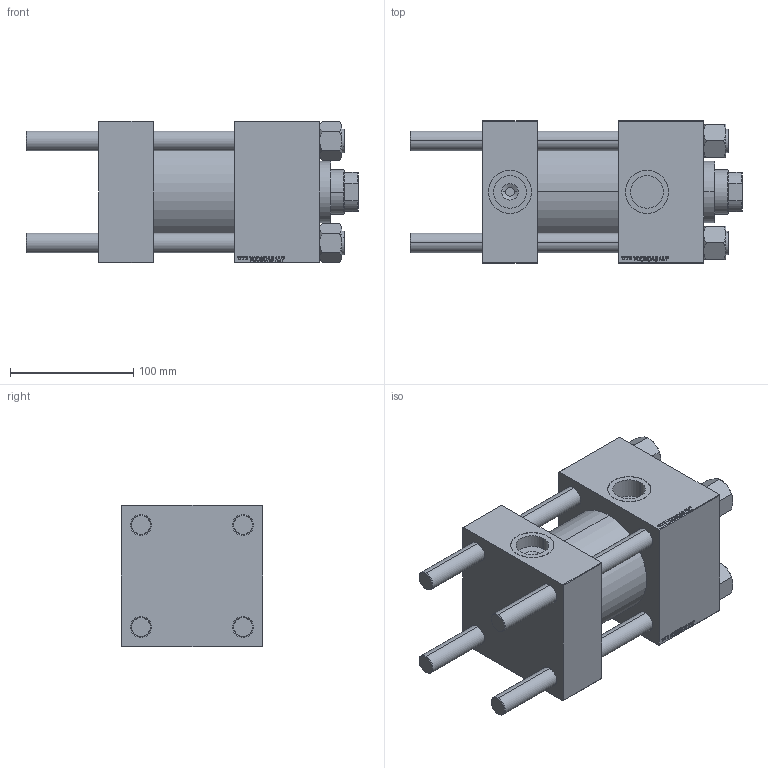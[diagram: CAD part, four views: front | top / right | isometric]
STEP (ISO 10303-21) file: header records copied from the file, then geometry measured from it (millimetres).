
FILE_DESCRIPTION (( 'STEP AP203' ), '1' );
FILE_NAME ('1f94.STEP', '2023-08-26T16:41:15', ( '' ), ( '' ), 'SwSTEP 2.0', 'SolidWorks 2019', '' );
FILE_SCHEMA (( 'CONFIG_CONTROL_DESIGN' ));
Length unit declared in the file: millimetre
Products named in the file (6): V215CR_BODY_A 030c2179c6ce120acd510321a822c49a; V215_VC_A 030c2179c6ce120acd510321a822c49a; CR025_012_A_0_G_A_G_M_020_+#_##_TYCINKA 030c2179c6ce120acd510321a822c49a; V215CR_VCP 030c2179c6ce120acd510321a822c49a; NUT_M5 030c2179c6ce120acd510321a822c49a; 1f94
Assembly tree (11 placements, depth 2):
  1f94
    V215CR_BODY_A 030c2179c6ce120acd510321a822c49a
    CR025_012_A_0_G_A_G_M_020_+#_##_TYCINKA 030c2179c6ce120acd510321a822c49a  x4
    NUT_M5 030c2179c6ce120acd510321a822c49a  x4
    V215CR_VCP 030c2179c6ce120acd510321a822c49a
    V215_VC_A 030c2179c6ce120acd510321a822c49a
Bounding box: 269 x 115 x 115 mm (x, y, z)
Volume: 1865564.1 mm3; surface area: 294594 mm2
Topology: 11 solids, 11 shells, 1182 faces, 2998 edges, 1951 vertices
Faces by surface type: plane 568, bspline 392, cone 136, cylinder 78, torus 8
Entity records: 50222 total; most frequent: CARTESIAN_POINT 27052, ORIENTED_EDGE 5260, DIRECTION 3314, EDGE_CURVE 2630, VERTEX_POINT 1729, LINE 1604, VECTOR 1604, EDGE_LOOP 1155
